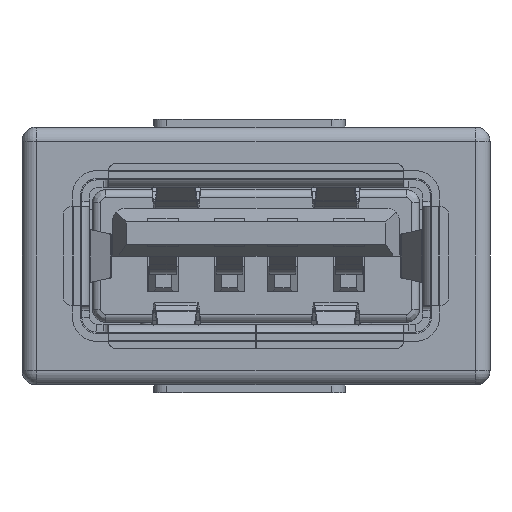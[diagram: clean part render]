
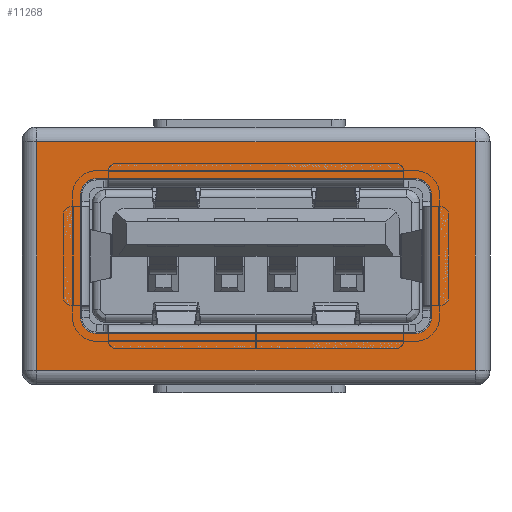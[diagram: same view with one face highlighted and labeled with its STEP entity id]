
A CAD part, front view. The second image highlights one B-rep face of the part: STEP entity #11268.
In plain terms, the highlighted face is planar.
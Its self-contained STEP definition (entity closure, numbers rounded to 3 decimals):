
#8551=DIRECTION('',(-1.,0.,0.));
#8552=VECTOR('',#8551,12.);
#8553=CARTESIAN_POINT('',(6.,13.,-2.91));
#8554=LINE('',#8553,#8552);
#8555=CARTESIAN_POINT('',(-6.,13.,-2.31));
#8556=DIRECTION('',(0.,1.,0.));
#8557=DIRECTION('',(0.,0.,-1.));
#8558=AXIS2_PLACEMENT_3D('',#8555,#8556,#8557);
#8560=DIRECTION('',(0.,0.,1.));
#8561=VECTOR('',#8560,4.62);
#8562=CARTESIAN_POINT('',(-6.6,13.,-2.31));
#8563=LINE('',#8562,#8561);
#8564=CARTESIAN_POINT('',(-6.,13.,2.31));
#8565=DIRECTION('',(0.,1.,0.));
#8566=DIRECTION('',(-1.,0.,0.));
#8567=AXIS2_PLACEMENT_3D('',#8564,#8565,#8566);
#8569=DIRECTION('',(1.,0.,0.));
#8570=VECTOR('',#8569,12.);
#8571=CARTESIAN_POINT('',(-6.,13.,2.91));
#8572=LINE('',#8571,#8570);
#8573=CARTESIAN_POINT('',(6.,13.,2.31));
#8574=DIRECTION('',(0.,1.,0.));
#8575=DIRECTION('',(0.,0.,1.));
#8576=AXIS2_PLACEMENT_3D('',#8573,#8574,#8575);
#8578=DIRECTION('',(0.,0.,-1.));
#8579=VECTOR('',#8578,4.62);
#8580=CARTESIAN_POINT('',(6.6,13.,2.31));
#8581=LINE('',#8580,#8579);
#8582=CARTESIAN_POINT('',(6.,13.,-2.31));
#8583=DIRECTION('',(0.,1.,0.));
#8584=DIRECTION('',(1.,0.,0.));
#8585=AXIS2_PLACEMENT_3D('',#8582,#8583,#8584);
#8591=DIRECTION('',(0.,0.,-1.));
#8592=VECTOR('',#8591,8.6);
#8593=CARTESIAN_POINT('',(8.25,13.,4.3));
#8594=LINE('',#8593,#8592);
#8622=DIRECTION('',(-1.,0.,0.));
#8623=VECTOR('',#8622,16.5);
#8624=CARTESIAN_POINT('',(8.25,13.,-4.3));
#8625=LINE('',#8624,#8623);
#8649=DIRECTION('',(0.,0.,1.));
#8650=VECTOR('',#8649,8.6);
#8651=CARTESIAN_POINT('',(-8.25,13.,-4.3));
#8652=LINE('',#8651,#8650);
#8684=DIRECTION('',(1.,0.,0.));
#8685=VECTOR('',#8684,16.5);
#8686=CARTESIAN_POINT('',(-8.25,13.,4.3));
#8687=LINE('',#8686,#8685);
#10625=CARTESIAN_POINT('',(8.25,13.,4.3));
#10626=CARTESIAN_POINT('',(8.25,13.,-4.3));
#10627=VERTEX_POINT('',#10625);
#10628=VERTEX_POINT('',#10626);
#10629=CARTESIAN_POINT('',(-8.25,13.,4.3));
#10630=VERTEX_POINT('',#10629);
#10631=CARTESIAN_POINT('',(-8.25,13.,-4.3));
#10632=VERTEX_POINT('',#10631);
#10633=CARTESIAN_POINT('',(6.,13.,-2.91));
#10634=CARTESIAN_POINT('',(-6.,13.,-2.91));
#10635=VERTEX_POINT('',#10633);
#10636=VERTEX_POINT('',#10634);
#10637=CARTESIAN_POINT('',(-6.6,13.,-2.31));
#10638=VERTEX_POINT('',#10637);
#10639=CARTESIAN_POINT('',(-6.6,13.,2.31));
#10640=VERTEX_POINT('',#10639);
#10641=CARTESIAN_POINT('',(-6.,13.,2.91));
#10642=VERTEX_POINT('',#10641);
#10643=CARTESIAN_POINT('',(6.,13.,2.91));
#10644=VERTEX_POINT('',#10643);
#10645=CARTESIAN_POINT('',(6.6,13.,2.31));
#10646=VERTEX_POINT('',#10645);
#10647=CARTESIAN_POINT('',(6.6,13.,-2.31));
#10648=VERTEX_POINT('',#10647);
#11235=CARTESIAN_POINT('',(0.,13.,3.49));
#11236=DIRECTION('',(0.,1.,0.));
#11237=DIRECTION('',(1.,0.,0.));
#11238=AXIS2_PLACEMENT_3D('',#11235,#11236,#11237);
#11239=PLANE('',#11238);
#11241=ORIENTED_EDGE('',*,*,#11240,.F.);
#11243=ORIENTED_EDGE('',*,*,#11242,.F.);
#11245=ORIENTED_EDGE('',*,*,#11244,.F.);
#11247=ORIENTED_EDGE('',*,*,#11246,.F.);
#11248=EDGE_LOOP('',(#11241,#11243,#11245,#11247));
#11249=FACE_OUTER_BOUND('',#11248,.F.);
#11251=ORIENTED_EDGE('',*,*,#11250,.T.);
#11253=ORIENTED_EDGE('',*,*,#11252,.T.);
#11255=ORIENTED_EDGE('',*,*,#11254,.T.);
#11257=ORIENTED_EDGE('',*,*,#11256,.T.);
#11259=ORIENTED_EDGE('',*,*,#11258,.T.);
#11261=ORIENTED_EDGE('',*,*,#11260,.T.);
#11263=ORIENTED_EDGE('',*,*,#11262,.T.);
#11265=ORIENTED_EDGE('',*,*,#11264,.T.);
#11266=EDGE_LOOP('',(#11251,#11253,#11255,#11257,#11259,#11261,#11263,#11265));
#11267=FACE_BOUND('',#11266,.F.);
#8559=CIRCLE('',#8558,0.6);
#8568=CIRCLE('',#8567,0.6);
#8577=CIRCLE('',#8576,0.6);
#8586=CIRCLE('',#8585,0.6);
#11240=EDGE_CURVE('',#10627,#10628,#8594,.T.);
#11242=EDGE_CURVE('',#10630,#10627,#8687,.T.);
#11244=EDGE_CURVE('',#10632,#10630,#8652,.T.);
#11246=EDGE_CURVE('',#10628,#10632,#8625,.T.);
#11250=EDGE_CURVE('',#10635,#10636,#8554,.T.);
#11252=EDGE_CURVE('',#10636,#10638,#8559,.T.);
#11254=EDGE_CURVE('',#10638,#10640,#8563,.T.);
#11256=EDGE_CURVE('',#10640,#10642,#8568,.T.);
#11258=EDGE_CURVE('',#10642,#10644,#8572,.T.);
#11260=EDGE_CURVE('',#10644,#10646,#8577,.T.);
#11262=EDGE_CURVE('',#10646,#10648,#8581,.T.);
#11264=EDGE_CURVE('',#10648,#10635,#8586,.T.);
#11268=ADVANCED_FACE('',(#11249,#11267),#11239,.T.);
